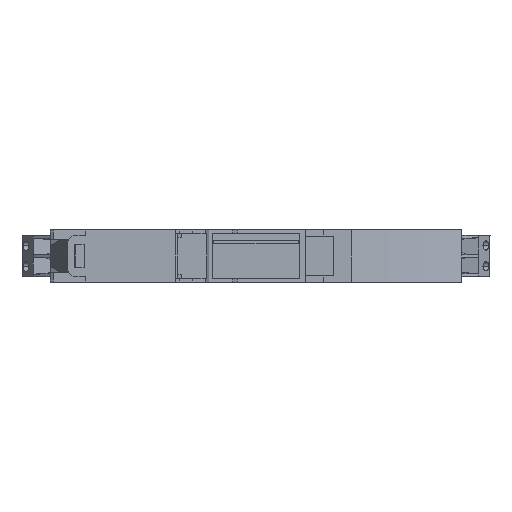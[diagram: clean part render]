
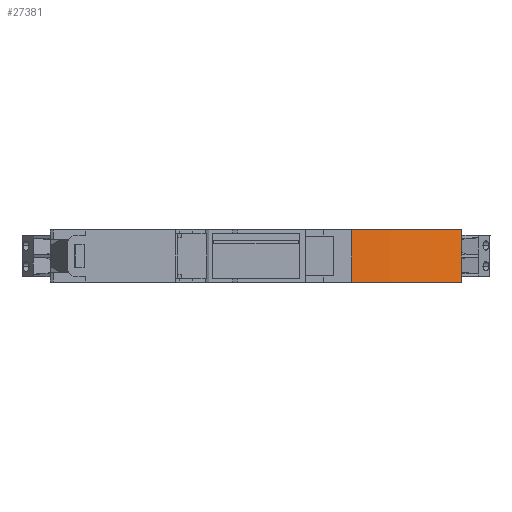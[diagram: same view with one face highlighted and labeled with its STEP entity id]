
A CAD part, front view. The second image highlights one B-rep face of the part: STEP entity #27381.
In plain terms, the highlighted cylindrical face has radius 80 mm (diameter 160 mm), a partial arc.
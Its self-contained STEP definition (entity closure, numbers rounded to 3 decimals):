
#725 = EDGE_CURVE ( 'NONE', #28567, #11972, #20825, .T. ) ;
#1830 = DIRECTION ( 'NONE',  ( 0., -1., 0. ) ) ;
#2029 = ORIENTED_EDGE ( 'NONE', *, *, #13809, .F. ) ;
#2974 = VECTOR ( 'NONE', #28141, 1000. ) ;
#3907 = CARTESIAN_POINT ( 'NONE',  ( 12.6, 72.365, 3. ) ) ;
#4634 = VERTEX_POINT ( 'NONE', #4676 ) ;
#4676 = CARTESIAN_POINT ( 'NONE',  ( 12.6, 99., 11.008 ) ) ;
#5523 = CARTESIAN_POINT ( 'NONE',  ( 12.6, 99., 11.008 ) ) ;
#5552 = VERTEX_POINT ( 'NONE', #12122 ) ;
#5752 = AXIS2_PLACEMENT_3D ( 'NONE', #28409, #21155, #1830 ) ;
#6049 = CYLINDRICAL_SURFACE ( 'NONE', #16610, 80. ) ;
#8321 = EDGE_CURVE ( 'NONE', #4634, #28567, #8815, .T. ) ;
#8815 = CIRCLE ( 'NONE', #16554, 80. ) ;
#9294 = ORIENTED_EDGE ( 'NONE', *, *, #16052, .F. ) ;
#10304 = CARTESIAN_POINT ( 'NONE',  ( 0., 72.365, 3. ) ) ;
#10835 = DIRECTION ( 'NONE',  ( -1., 0., 0. ) ) ;
#10939 = CARTESIAN_POINT ( 'NONE',  ( 12.6, 63., 82.45 ) ) ;
#11972 = VERTEX_POINT ( 'NONE', #10304 ) ;
#12122 = CARTESIAN_POINT ( 'NONE',  ( 0., 99., 11.008 ) ) ;
#13809 = EDGE_CURVE ( 'NONE', #5552, #11972, #20540, .T. ) ;
#16052 = EDGE_CURVE ( 'NONE', #4634, #5552, #28117, .T. ) ;
#16554 = AXIS2_PLACEMENT_3D ( 'NONE', #27524, #27302, #17313 ) ;
#16610 = AXIS2_PLACEMENT_3D ( 'NONE', #10939, #18562, #30727 ) ;
#16981 = EDGE_LOOP ( 'NONE', ( #31551, #29157, #2029, #9294 ) ) ;
#17313 = DIRECTION ( 'NONE',  ( 0., -1., 0. ) ) ;
#18562 = DIRECTION ( 'NONE',  ( -1., 0., 0. ) ) ;
#18902 = CARTESIAN_POINT ( 'NONE',  ( 12.6, 72.365, 3. ) ) ;
#19763 = FACE_OUTER_BOUND ( 'NONE', #16981, .T. ) ;
#20540 = CIRCLE ( 'NONE', #5752, 80. ) ;
#20825 = LINE ( 'NONE', #3907, #2974 ) ;
#21155 = DIRECTION ( 'NONE',  ( -1., 0., 0. ) ) ;
#21593 = VECTOR ( 'NONE', #10835, 1000. ) ;
#27302 = DIRECTION ( 'NONE',  ( -1., 0., 0. ) ) ;
#27381 = ADVANCED_FACE ( 'NONE', ( #19763 ), #6049, .T. ) ;
#27524 = CARTESIAN_POINT ( 'NONE',  ( 12.6, 63., 82.45 ) ) ;
#28117 = LINE ( 'NONE', #5523, #21593 ) ;
#28141 = DIRECTION ( 'NONE',  ( -1., 0., 0. ) ) ;
#28409 = CARTESIAN_POINT ( 'NONE',  ( 0., 63., 82.45 ) ) ;
#28567 = VERTEX_POINT ( 'NONE', #18902 ) ;
#29157 = ORIENTED_EDGE ( 'NONE', *, *, #725, .T. ) ;
#30727 = DIRECTION ( 'NONE',  ( 0., -1., 0. ) ) ;
#31551 = ORIENTED_EDGE ( 'NONE', *, *, #8321, .T. ) ;
